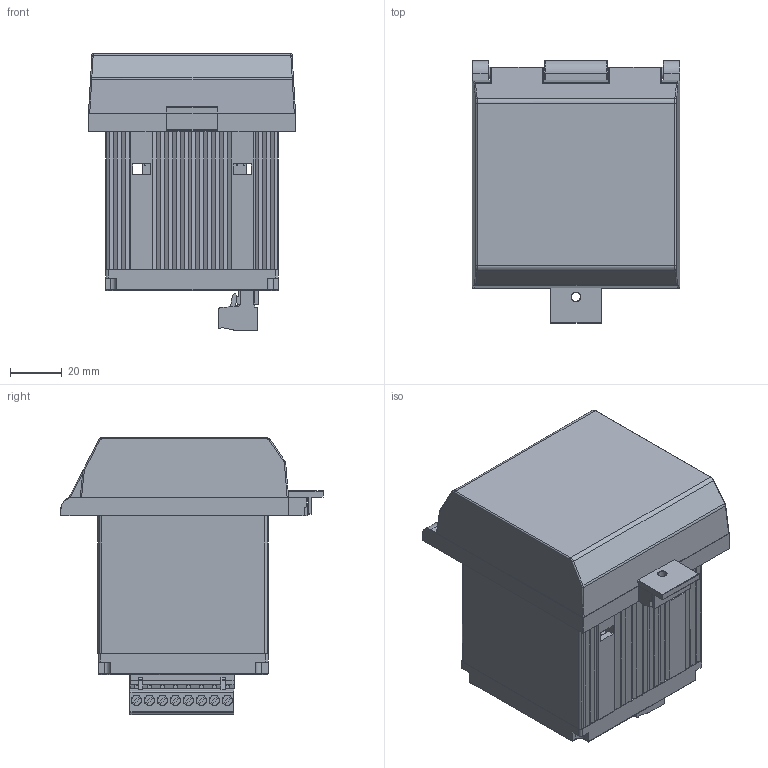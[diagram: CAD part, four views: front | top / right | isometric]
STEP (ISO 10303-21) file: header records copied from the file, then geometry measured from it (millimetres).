
FILE_DESCRIPTION(/* description */ (''),/* implementation_level */ '2;1');
FILE_NAME(/* name */ 'FILE_STP_CAD_DRAWING_3d_ELR91-0_prt.stp',/* time_stamp */ '2026-02-05T08:04:14+01:00',/* author */ (''),/* organization */ (''),/* preprocessor_version */ 'ST-DEVELOPER v20',/* originating_system */ 'SIEMENS PLM Software NX2406.8500',/* authorisation */ '');
FILE_SCHEMA (('AUTOMOTIVE_DESIGN { 1 0 10303 214 3 1 1 1 }'));
Length unit declared in the file: millimetre
Products named in the file (1): 3d_ELR91-0
Bounding box: 80 x 101 x 106.57 mm (x, y, z)
Surface area: 76022.6 mm2 (no closed solid volume)
Topology: 0 solids, 80 shells, 685 faces, 3193 edges, 2514 vertices
Faces by surface type: plane 481, cylinder 165, torus 21, sphere 14, bspline 4
Full cylindrical faces by diameter (mm): 0.9 x2, 2 x4, 3.4 x1, 4.5 x4
Entity records: 35736 total; most frequent: CARTESIAN_POINT 9736, DIRECTION 4879, ORIENTED_EDGE 4542, EDGE_CURVE 3146, VERTEX_POINT 2504, LINE 2223, VECTOR 2223, AXIS2_PLACEMENT_3D 1328
